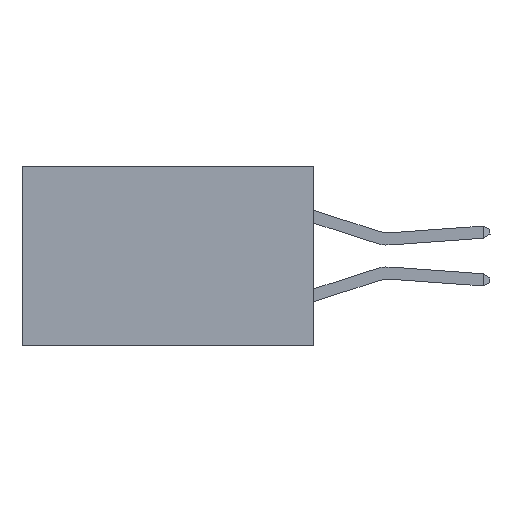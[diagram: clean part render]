
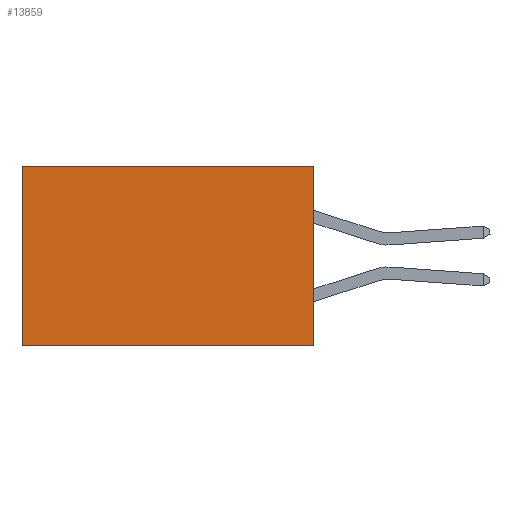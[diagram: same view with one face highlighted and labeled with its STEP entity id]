
A CAD part, left-side view. The second image highlights one B-rep face of the part: STEP entity #13859.
In plain terms, the highlighted planar face has unit normal (-1, 0, 0).
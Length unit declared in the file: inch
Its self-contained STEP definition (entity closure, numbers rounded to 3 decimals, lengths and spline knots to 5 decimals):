
#526 = EDGE_LOOP ( 'NONE', ( #26962, #22584, #8642, #1888 ) ) ;
#1604 = FACE_OUTER_BOUND ( 'NONE', #526, .T. ) ;
#1888 = ORIENTED_EDGE ( 'NONE', *, *, #23726, .T. ) ;
#2566 = PLANE ( 'NONE',  #16048 ) ;
#2747 = DIRECTION ( 'NONE',  ( 1., 0., 0. ) ) ;
#3482 = VERTEX_POINT ( 'NONE', #20568 ) ;
#5145 = CARTESIAN_POINT ( 'NONE',  ( 0.2875, 0., 0. ) ) ;
#6331 = LINE ( 'NONE', #21525, #10295 ) ;
#6694 = CARTESIAN_POINT ( 'NONE',  ( 0.2875, 0., -0.37 ) ) ;
#6966 = VERTEX_POINT ( 'NONE', #6694 ) ;
#7135 = DIRECTION ( 'NONE',  ( 0., 1., 0. ) ) ;
#8025 = CARTESIAN_POINT ( 'NONE',  ( 0.2875, 0., 0. ) ) ;
#8642 = ORIENTED_EDGE ( 'NONE', *, *, #12907, .F. ) ;
#8984 = DIRECTION ( 'NONE',  ( 0., 0., -1. ) ) ;
#9395 = CARTESIAN_POINT ( 'NONE',  ( 0.2875, 0., -0.37 ) ) ;
#10295 = VECTOR ( 'NONE', #8984, 39.37008 ) ;
#10358 = VECTOR ( 'NONE', #7135, 39.37008 ) ;
#10539 = VECTOR ( 'NONE', #24773, 39.37008 ) ;
#11228 = VECTOR ( 'NONE', #19923, 39.37008 ) ;
#11357 = CARTESIAN_POINT ( 'NONE',  ( 0.2875, 0., 0. ) ) ;
#12354 = LINE ( 'NONE', #5145, #10358 ) ;
#12907 = EDGE_CURVE ( 'NONE', #18527, #6966, #16423, .T. ) ;
#13859 = ADVANCED_FACE ( 'NONE', ( #1604 ), #2566, .F. ) ;
#16048 = AXIS2_PLACEMENT_3D ( 'NONE', #11357, #2747, #19507 ) ;
#16423 = LINE ( 'NONE', #8025, #10539 ) ;
#16795 = LINE ( 'NONE', #9395, #11228 ) ;
#17408 = EDGE_CURVE ( 'NONE', #25280, #3482, #6331, .T. ) ;
#18527 = VERTEX_POINT ( 'NONE', #18544 ) ;
#18544 = CARTESIAN_POINT ( 'NONE',  ( 0.2875, 0., 0. ) ) ;
#19507 = DIRECTION ( 'NONE',  ( 0., 0., -1. ) ) ;
#19545 = EDGE_CURVE ( 'NONE', #6966, #3482, #16795, .T. ) ;
#19923 = DIRECTION ( 'NONE',  ( 0., 1., 0. ) ) ;
#20568 = CARTESIAN_POINT ( 'NONE',  ( 0.2875, 0.6, -0.37 ) ) ;
#21525 = CARTESIAN_POINT ( 'NONE',  ( 0.2875, 0.6, 0. ) ) ;
#22584 = ORIENTED_EDGE ( 'NONE', *, *, #19545, .F. ) ;
#23726 = EDGE_CURVE ( 'NONE', #18527, #25280, #12354, .T. ) ;
#24773 = DIRECTION ( 'NONE',  ( 0., 0., -1. ) ) ;
#25280 = VERTEX_POINT ( 'NONE', #26898 ) ;
#26898 = CARTESIAN_POINT ( 'NONE',  ( 0.2875, 0.6, 0. ) ) ;
#26962 = ORIENTED_EDGE ( 'NONE', *, *, #17408, .T. ) ;
